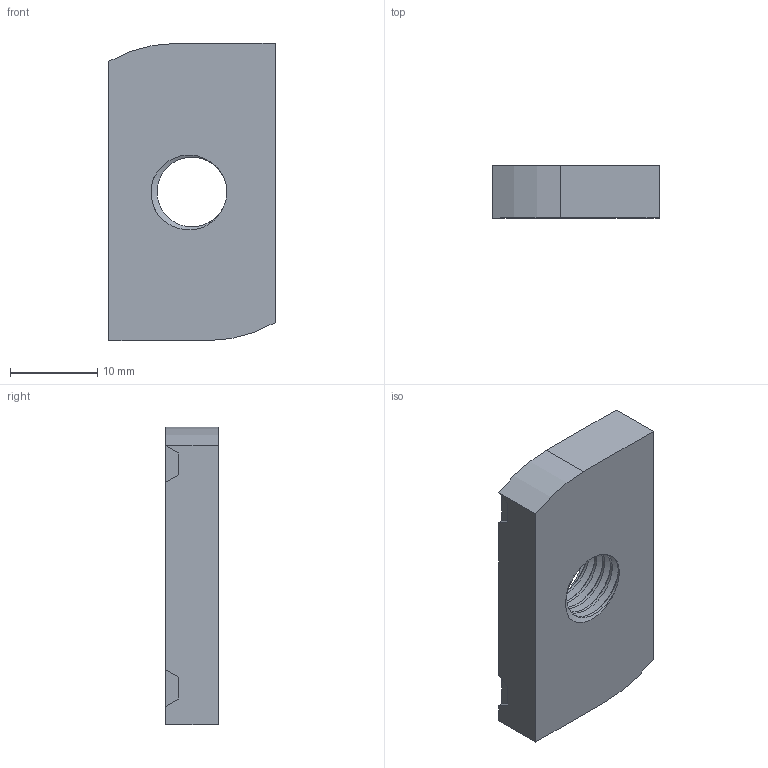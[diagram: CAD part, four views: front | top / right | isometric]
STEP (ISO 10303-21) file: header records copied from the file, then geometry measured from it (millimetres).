
FILE_DESCRIPTION (( 'STEP AP203' ), '1' );
FILE_NAME ('3D-R6650_M8_173486320.STEP', '2024-08-27T06:41:52', ( '' ), ( '' ), 'SwSTEP 2.0', 'SolidWorks 2024', '' );
FILE_SCHEMA (( 'CONFIG_CONTROL_DESIGN' ));
Length unit declared in the file: millimetre
Products named in the file (1): 3D-R6650_M8_173486320
Bounding box: 19 x 6 x 34 mm (x, y, z)
Volume: 3349 mm3; surface area: 2210.6 mm2
Topology: 1 solids, 1 shells, 108 faces, 274 edges, 182 vertices
Faces by surface type: plane 92, cylinder 13, bspline 3
Entity records: 4459 total; most frequent: CARTESIAN_POINT 1847, ORIENTED_EDGE 548, DIRECTION 464, EDGE_CURVE 274, VECTOR 238, LINE 238, VERTEX_POINT 182, EDGE_LOOP 124
